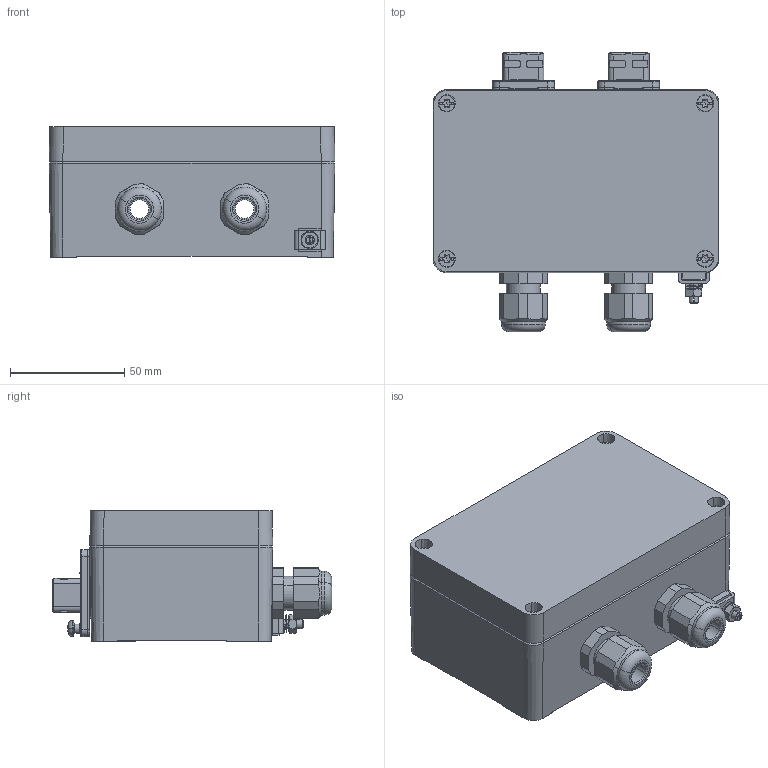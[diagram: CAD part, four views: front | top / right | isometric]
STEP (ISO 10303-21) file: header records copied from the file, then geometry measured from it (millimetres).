
FILE_DESCRIPTION(('CATIA V5 STEP Exchange','CAx-IF Rec.Pracs.--- Model Styling and Organization---1.4--- 2014-01-23'),'2;1');
FILE_NAME ('028688-3_0', '2021-02-09T09:53:39+00:00', ('none'), ('Weidmueller'), 'CATIA Version 5-6 Release 2016 SP3 HF44', 'CATIA V5 STEP AP214', 'none');
FILE_SCHEMA(('AUTOMOTIVE_DESIGN { 1 0 10303 214 1 1 1 1 }'));
Products named in the file (1): 1966250000
Bounding box: 125 x 122.45 x 57 mm (x, y, z)
Volume: 178231.9 mm3; surface area: 122950.1 mm2
Topology: 27 solids, 27 shells, 2709 faces, 6833 edges, 4229 vertices
Faces by surface type: plane 1510, cylinder 583, cone 341, torus 199, bspline 36, sphere 24, extrusion 16
Entity records: 85665 total; most frequent: CARTESIAN_POINT 25169, ORIENTED_EDGE 13610, DIRECTION 10218, EDGE_CURVE 6805, VERTEX_POINT 4233, AXIS2_PLACEMENT_3D 4059, VECTOR 3779, LINE 3763
